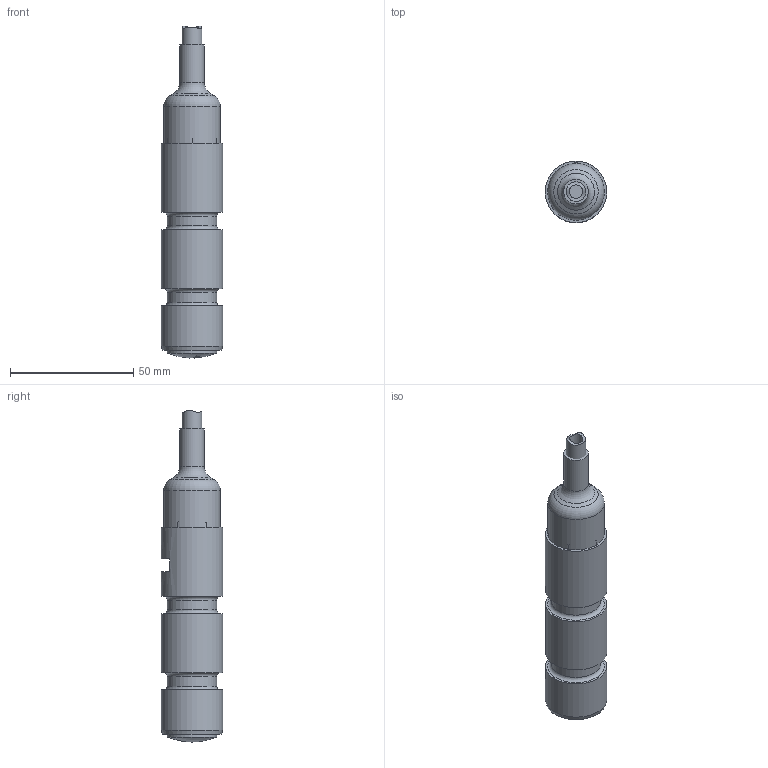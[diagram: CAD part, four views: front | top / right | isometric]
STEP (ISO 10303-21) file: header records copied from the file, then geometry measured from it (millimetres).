
FILE_DESCRIPTION (( 'STEP AP203' ), '1' );
FILE_NAME ('122-212-011-001.STEP', '2013-12-10T06:05:46', ( 'ajoy' ), ( 'Microsoft' ), 'SwSTEP 2.0', 'SolidWorks 2012', '' );
FILE_SCHEMA (( 'CONFIG_CONTROL_DESIGN' ));
Length unit declared in the file: millimetre
Products named in the file (1): 122-212-011-001
Bounding box: 25 x 25 x 134.89 mm (x, y, z)
Surface area: 12399.4 mm2 (no closed solid volume)
Topology: 0 solids, 5 shells, 43 faces, 90 edges, 58 vertices
Faces by surface type: plane 19, cylinder 12, torus 6, cone 4, sphere 1, bspline 1
Full cylindrical faces by diameter (mm): 2.1 x2, 5.5 x1, 8 x1, 10 x1, 20 x3, 23 x1, 25 x3
Entity records: 1281 total; most frequent: CARTESIAN_POINT 381, DIRECTION 182, ORIENTED_EDGE 110, AXIS2_PLACEMENT_3D 82, EDGE_LOOP 76, EDGE_CURVE 65, FACE_OUTER_BOUND 62, VERTEX_POINT 55
